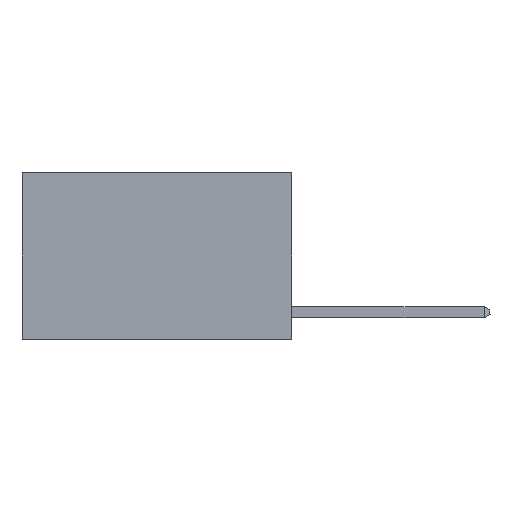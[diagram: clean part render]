
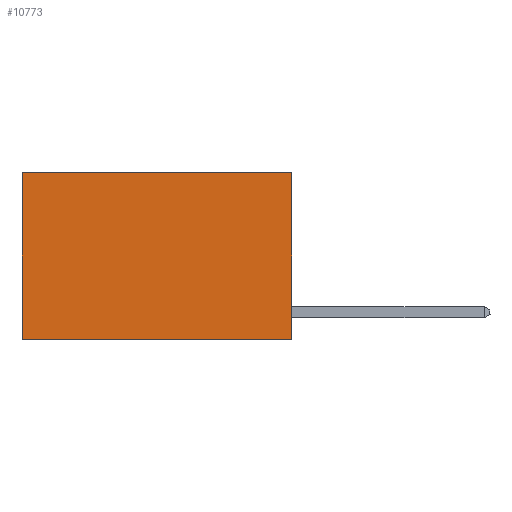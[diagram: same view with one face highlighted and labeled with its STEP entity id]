
A CAD part, left-side view. The second image highlights one B-rep face of the part: STEP entity #10773.
In plain terms, the highlighted planar face has unit normal (-1, 0, 0).
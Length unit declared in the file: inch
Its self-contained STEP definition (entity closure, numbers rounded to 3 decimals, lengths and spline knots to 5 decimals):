
#328 = VERTEX_POINT ( 'NONE', #4389 ) ;
#378 = ORIENTED_EDGE ( 'NONE', *, *, #3094, .T. ) ;
#1218 = ORIENTED_EDGE ( 'NONE', *, *, #22709, .T. ) ;
#2894 = DIRECTION ( 'NONE',  ( 0., 1., 0. ) ) ;
#2986 = PLANE ( 'NONE',  #14255 ) ;
#3094 = EDGE_CURVE ( 'NONE', #20984, #328, #24026, .T. ) ;
#3284 = DIRECTION ( 'NONE',  ( 0., 0., -1. ) ) ;
#4193 = VECTOR ( 'NONE', #2894, 39.37008 ) ;
#4389 = CARTESIAN_POINT ( 'NONE',  ( 0.2625, 0.6, -0.37 ) ) ;
#4898 = LINE ( 'NONE', #19471, #25797 ) ;
#5886 = VERTEX_POINT ( 'NONE', #21063 ) ;
#7649 = VERTEX_POINT ( 'NONE', #9546 ) ;
#7863 = CARTESIAN_POINT ( 'NONE',  ( 0.2625, 0.6, 0. ) ) ;
#8944 = DIRECTION ( 'NONE',  ( 0., 1., 0. ) ) ;
#9113 = DIRECTION ( 'NONE',  ( 0., 0., -1. ) ) ;
#9546 = CARTESIAN_POINT ( 'NONE',  ( 0.2625, 0., -0.37 ) ) ;
#9773 = EDGE_LOOP ( 'NONE', ( #378, #20224, #13644, #1218 ) ) ;
#10773 = ADVANCED_FACE ( 'NONE', ( #11570 ), #2986, .F. ) ;
#11570 = FACE_OUTER_BOUND ( 'NONE', #9773, .T. ) ;
#11918 = DIRECTION ( 'NONE',  ( 0., 0., -1. ) ) ;
#13609 = LINE ( 'NONE', #21111, #19691 ) ;
#13644 = ORIENTED_EDGE ( 'NONE', *, *, #16835, .F. ) ;
#14080 = EDGE_CURVE ( 'NONE', #7649, #328, #13609, .T. ) ;
#14255 = AXIS2_PLACEMENT_3D ( 'NONE', #19260, #21287, #9113 ) ;
#16835 = EDGE_CURVE ( 'NONE', #5886, #7649, #4898, .T. ) ;
#18660 = VECTOR ( 'NONE', #11918, 39.37008 ) ;
#19260 = CARTESIAN_POINT ( 'NONE',  ( 0.2625, 0., 0. ) ) ;
#19471 = CARTESIAN_POINT ( 'NONE',  ( 0.2625, 0., 0. ) ) ;
#19691 = VECTOR ( 'NONE', #8944, 39.37008 ) ;
#19699 = CARTESIAN_POINT ( 'NONE',  ( 0.2625, 0.6, 0. ) ) ;
#20224 = ORIENTED_EDGE ( 'NONE', *, *, #14080, .F. ) ;
#20420 = LINE ( 'NONE', #25129, #4193 ) ;
#20984 = VERTEX_POINT ( 'NONE', #19699 ) ;
#21063 = CARTESIAN_POINT ( 'NONE',  ( 0.2625, 0., 0. ) ) ;
#21111 = CARTESIAN_POINT ( 'NONE',  ( 0.2625, 0., -0.37 ) ) ;
#21287 = DIRECTION ( 'NONE',  ( 1., 0., 0. ) ) ;
#22709 = EDGE_CURVE ( 'NONE', #5886, #20984, #20420, .T. ) ;
#24026 = LINE ( 'NONE', #7863, #18660 ) ;
#25129 = CARTESIAN_POINT ( 'NONE',  ( 0.2625, 0., 0. ) ) ;
#25797 = VECTOR ( 'NONE', #3284, 39.37008 ) ;
